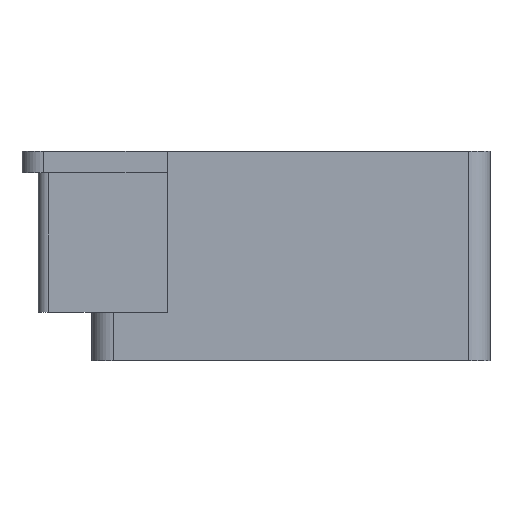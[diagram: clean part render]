
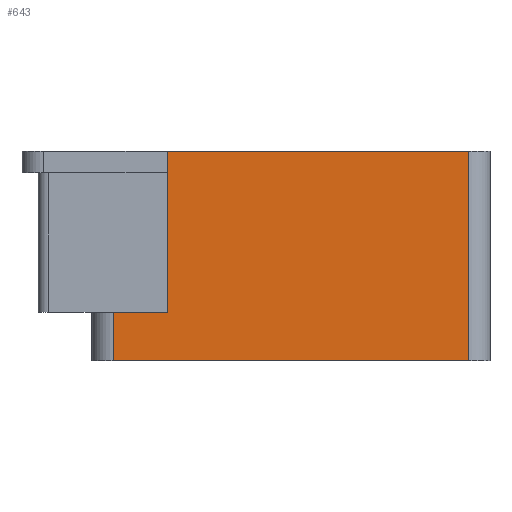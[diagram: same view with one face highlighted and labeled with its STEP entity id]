
A CAD part, left-side view. The second image highlights one B-rep face of the part: STEP entity #643.
In plain terms, the highlighted planar face has unit normal (-1, 0, 0).
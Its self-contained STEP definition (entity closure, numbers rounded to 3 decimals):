
#19 = DIRECTION ( 'NONE',  ( 0., -1., 0. ) ) ;
#43 = LINE ( 'NONE', #117, #60 ) ;
#57 = CARTESIAN_POINT ( 'NONE',  ( 0., 33., 4.5 ) ) ;
#58 = AXIS2_PLACEMENT_3D ( 'NONE', #129, #523, #576 ) ;
#60 = VECTOR ( 'NONE', #615, 1000. ) ;
#61 = VECTOR ( 'NONE', #524, 1000. ) ;
#82 = CARTESIAN_POINT ( 'NONE',  ( 0., 28., 19.5 ) ) ;
#90 = EDGE_CURVE ( 'NONE', #459, #697, #163, .T. ) ;
#111 = FACE_OUTER_BOUND ( 'NONE', #488, .T. ) ;
#117 = CARTESIAN_POINT ( 'NONE',  ( 0., 0., 19.5 ) ) ;
#118 = VECTOR ( 'NONE', #19, 1000. ) ;
#129 = CARTESIAN_POINT ( 'NONE',  ( 0., 0., 19.5 ) ) ;
#137 = CARTESIAN_POINT ( 'NONE',  ( 0., 0., 0. ) ) ;
#163 = LINE ( 'NONE', #137, #61 ) ;
#184 = CARTESIAN_POINT ( 'NONE',  ( 0., 28., 19.5 ) ) ;
#190 = LINE ( 'NONE', #241, #208 ) ;
#199 = LINE ( 'NONE', #248, #118 ) ;
#208 = VECTOR ( 'NONE', #234, 1000. ) ;
#234 = DIRECTION ( 'NONE',  ( 0., 0., -1. ) ) ;
#237 = ORIENTED_EDGE ( 'NONE', *, *, #416, .T. ) ;
#241 = CARTESIAN_POINT ( 'NONE',  ( 0., 33., 19.5 ) ) ;
#248 = CARTESIAN_POINT ( 'NONE',  ( 0., 0., 19.5 ) ) ;
#262 = CARTESIAN_POINT ( 'NONE',  ( 0., 0., 0. ) ) ;
#268 = ORIENTED_EDGE ( 'NONE', *, *, #559, .T. ) ;
#280 = CARTESIAN_POINT ( 'NONE',  ( 0., 28., 4.5 ) ) ;
#281 = VECTOR ( 'NONE', #675, 1000. ) ;
#284 = VERTEX_POINT ( 'NONE', #57 ) ;
#296 = LINE ( 'NONE', #640, #403 ) ;
#307 = ORIENTED_EDGE ( 'NONE', *, *, #90, .T. ) ;
#321 = DIRECTION ( 'NONE',  ( 0., -1., 0. ) ) ;
#326 = VERTEX_POINT ( 'NONE', #280 ) ;
#335 = ORIENTED_EDGE ( 'NONE', *, *, #407, .F. ) ;
#352 = CARTESIAN_POINT ( 'NONE',  ( 0., 33., 0. ) ) ;
#403 = VECTOR ( 'NONE', #321, 1000. ) ;
#407 = EDGE_CURVE ( 'NONE', #598, #697, #43, .T. ) ;
#408 = PLANE ( 'NONE',  #58 ) ;
#416 = EDGE_CURVE ( 'NONE', #284, #459, #190, .T. ) ;
#456 = CARTESIAN_POINT ( 'NONE',  ( 0., 0., 19.5 ) ) ;
#459 = VERTEX_POINT ( 'NONE', #352 ) ;
#488 = EDGE_LOOP ( 'NONE', ( #574, #268, #567, #237, #307, #335 ) ) ;
#523 = DIRECTION ( 'NONE',  ( 1., 0., 0. ) ) ;
#524 = DIRECTION ( 'NONE',  ( 0., -1., 0. ) ) ;
#553 = EDGE_CURVE ( 'NONE', #648, #598, #199, .T. ) ;
#559 = EDGE_CURVE ( 'NONE', #648, #326, #659, .T. ) ;
#567 = ORIENTED_EDGE ( 'NONE', *, *, #681, .F. ) ;
#574 = ORIENTED_EDGE ( 'NONE', *, *, #553, .F. ) ;
#576 = DIRECTION ( 'NONE',  ( 0., 0., -1. ) ) ;
#598 = VERTEX_POINT ( 'NONE', #456 ) ;
#615 = DIRECTION ( 'NONE',  ( 0., 0., -1. ) ) ;
#640 = CARTESIAN_POINT ( 'NONE',  ( 0., 0., 4.5 ) ) ;
#643 = ADVANCED_FACE ( 'NONE', ( #111 ), #408, .F. ) ;
#648 = VERTEX_POINT ( 'NONE', #82 ) ;
#659 = LINE ( 'NONE', #184, #281 ) ;
#675 = DIRECTION ( 'NONE',  ( 0., 0., -1. ) ) ;
#681 = EDGE_CURVE ( 'NONE', #284, #326, #296, .T. ) ;
#697 = VERTEX_POINT ( 'NONE', #262 ) ;
